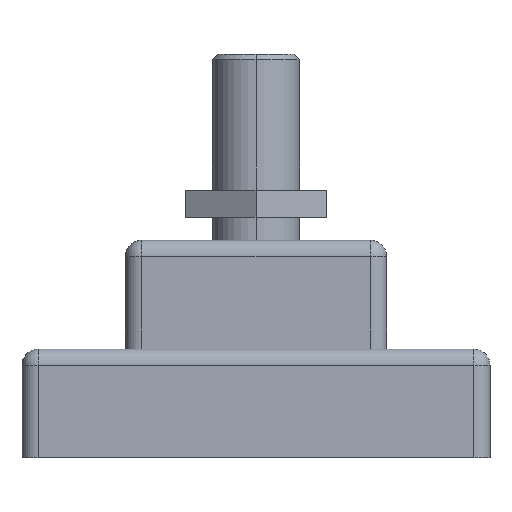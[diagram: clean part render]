
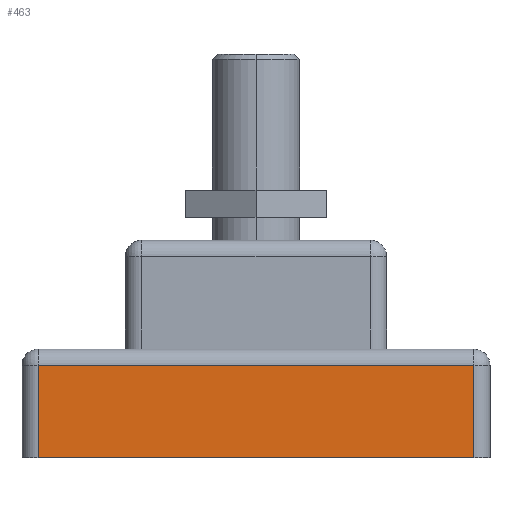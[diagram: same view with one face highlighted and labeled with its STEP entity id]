
A CAD part, left-side view. The second image highlights one B-rep face of the part: STEP entity #463.
In plain terms, the highlighted planar face has unit normal (-1, 0, 0).
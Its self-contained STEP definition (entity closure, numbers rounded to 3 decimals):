
#34 = CARTESIAN_POINT ( 'NONE',  ( -13.25, -20., 10. ) ) ;
#58 = DIRECTION ( 'NONE',  ( 0., -1., 0. ) ) ;
#100 = EDGE_LOOP ( 'NONE', ( #1319, #413, #1742, #1420 ) ) ;
#106 = VECTOR ( 'NONE', #2520, 1000. ) ;
#261 = CARTESIAN_POINT ( 'NONE',  ( -13.25, 21.5, 10. ) ) ;
#413 = ORIENTED_EDGE ( 'NONE', *, *, #2396, .T. ) ;
#463 = ADVANCED_FACE ( 'NONE', ( #720 ), #1714, .F. ) ;
#476 = EDGE_CURVE ( 'NONE', #2666, #1074, #1810, .T. ) ;
#497 = VECTOR ( 'NONE', #806, 1000. ) ;
#523 = CARTESIAN_POINT ( 'NONE',  ( -13.25, 21.5, 0. ) ) ;
#529 = VECTOR ( 'NONE', #58, 1000. ) ;
#570 = LINE ( 'NONE', #2112, #497 ) ;
#600 = LINE ( 'NONE', #523, #529 ) ;
#684 = EDGE_CURVE ( 'NONE', #1074, #2506, #2363, .T. ) ;
#702 = DIRECTION ( 'NONE',  ( 1., 0., 0. ) ) ;
#720 = FACE_OUTER_BOUND ( 'NONE', #100, .T. ) ;
#726 = VERTEX_POINT ( 'NONE', #1019 ) ;
#806 = DIRECTION ( 'NONE',  ( 0., 0., -1. ) ) ;
#1019 = CARTESIAN_POINT ( 'NONE',  ( -13.25, 20., 0. ) ) ;
#1074 = VERTEX_POINT ( 'NONE', #1855 ) ;
#1241 = VECTOR ( 'NONE', #2652, 1000. ) ;
#1319 = ORIENTED_EDGE ( 'NONE', *, *, #684, .T. ) ;
#1420 = ORIENTED_EDGE ( 'NONE', *, *, #476, .T. ) ;
#1524 = EDGE_CURVE ( 'NONE', #726, #2666, #600, .T. ) ;
#1637 = CARTESIAN_POINT ( 'NONE',  ( -13.25, -20., 0. ) ) ;
#1714 = PLANE ( 'NONE',  #2633 ) ;
#1742 = ORIENTED_EDGE ( 'NONE', *, *, #1524, .T. ) ;
#1810 = LINE ( 'NONE', #34, #1241 ) ;
#1855 = CARTESIAN_POINT ( 'NONE',  ( -13.25, -20., 8.5 ) ) ;
#2088 = CARTESIAN_POINT ( 'NONE',  ( -13.25, 21.5, 8.5 ) ) ;
#2112 = CARTESIAN_POINT ( 'NONE',  ( -13.25, 20., 10. ) ) ;
#2216 = DIRECTION ( 'NONE',  ( 0., 1., 0. ) ) ;
#2363 = LINE ( 'NONE', #2088, #106 ) ;
#2396 = EDGE_CURVE ( 'NONE', #2506, #726, #570, .T. ) ;
#2506 = VERTEX_POINT ( 'NONE', #2585 ) ;
#2520 = DIRECTION ( 'NONE',  ( 0., 1., 0. ) ) ;
#2585 = CARTESIAN_POINT ( 'NONE',  ( -13.25, 20., 8.5 ) ) ;
#2633 = AXIS2_PLACEMENT_3D ( 'NONE', #261, #702, #2216 ) ;
#2652 = DIRECTION ( 'NONE',  ( 0., 0., 1. ) ) ;
#2666 = VERTEX_POINT ( 'NONE', #1637 ) ;
